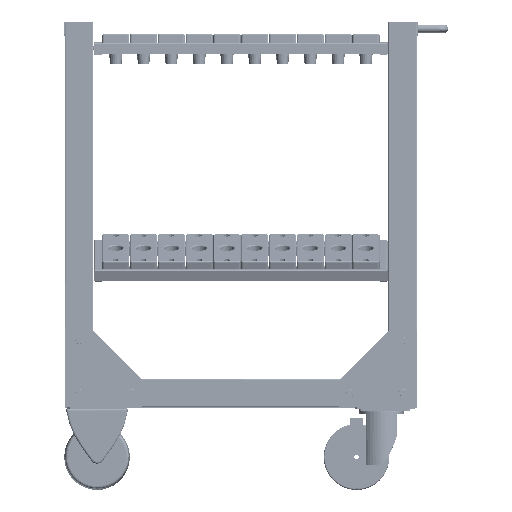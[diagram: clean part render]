
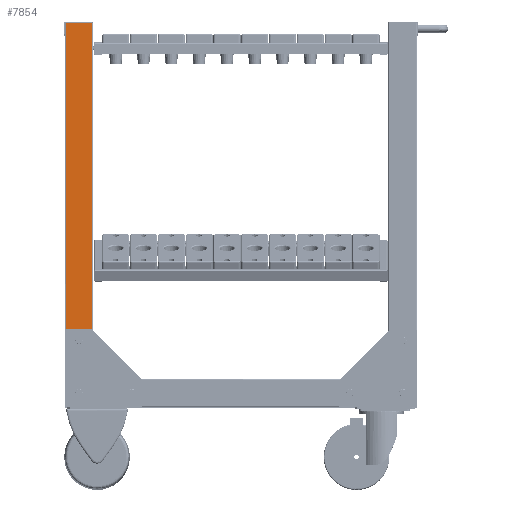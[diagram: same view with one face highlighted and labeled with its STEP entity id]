
A CAD part, top view. The second image highlights one B-rep face of the part: STEP entity #7854.
In plain terms, the highlighted face is planar.
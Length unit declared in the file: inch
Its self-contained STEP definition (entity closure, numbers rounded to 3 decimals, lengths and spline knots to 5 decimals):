
#547 = LINE ( 'NONE', #32794, #2470 ) ;
#1331 = CARTESIAN_POINT ( 'NONE',  ( 19.09449, 0.0542, 2.07087 ) ) ;
#1338 = DIRECTION ( 'NONE',  ( 0., 0., -1. ) ) ;
#1852 = CARTESIAN_POINT ( 'NONE',  ( 19.09449, 2.85433, 1.08268 ) ) ;
#1935 = VERTEX_POINT ( 'NONE', #38918 ) ;
#2470 = VECTOR ( 'NONE', #24572, 39.37008 ) ;
#5439 = VECTOR ( 'NONE', #14073, 39.37008 ) ;
#5584 = EDGE_LOOP ( 'NONE', ( #43797, #36180 ) ) ;
#5687 = VERTEX_POINT ( 'NONE', #49521 ) ;
#6316 = VECTOR ( 'NONE', #46466, 39.37008 ) ;
#7854 = ADVANCED_FACE ( 'NONE', ( #14939, #22831 ), #23600, .F. ) ;
#8374 = DIRECTION ( 'NONE',  ( 0., 1., 0. ) ) ;
#8544 = EDGE_CURVE ( 'NONE', #19867, #5687, #11299, .T. ) ;
#8679 = VECTOR ( 'NONE', #23844, 39.37008 ) ;
#8808 = ORIENTED_EDGE ( 'NONE', *, *, #33567, .F. ) ;
#10046 = VECTOR ( 'NONE', #8374, 39.37008 ) ;
#10450 = DIRECTION ( 'NONE',  ( -1., 0., 0. ) ) ;
#10795 = EDGE_CURVE ( 'NONE', #38579, #21863, #547, .T. ) ;
#11299 = CIRCLE ( 'NONE', #12990, 0.22047 ) ;
#11785 = AXIS2_PLACEMENT_3D ( 'NONE', #37503, #41474, #21637 ) ;
#11796 = CARTESIAN_POINT ( 'NONE',  ( 19.09449, 26.72047, 0.09449 ) ) ;
#11800 = ORIENTED_EDGE ( 'NONE', *, *, #45251, .F. ) ;
#11943 = ORIENTED_EDGE ( 'NONE', *, *, #38494, .F. ) ;
#12990 = AXIS2_PLACEMENT_3D ( 'NONE', #1852, #12997, #1338 ) ;
#12997 = DIRECTION ( 'NONE',  ( 1., 0., 0. ) ) ;
#13287 = LINE ( 'NONE', #20921, #6316 ) ;
#14073 = DIRECTION ( 'NONE',  ( 0., 0., 1. ) ) ;
#14263 = CARTESIAN_POINT ( 'NONE',  ( 19.09449, 26.72047, 1.08268 ) ) ;
#14939 = FACE_BOUND ( 'NONE', #5584, .T. ) ;
#15735 = EDGE_CURVE ( 'NONE', #37199, #1935, #23337, .T. ) ;
#16051 = LINE ( 'NONE', #48568, #10046 ) ;
#16552 = EDGE_CURVE ( 'NONE', #1935, #21863, #50437, .T. ) ;
#16584 = CARTESIAN_POINT ( 'NONE',  ( 19.09449, 0.05118, 0.09449 ) ) ;
#17078 = CARTESIAN_POINT ( 'NONE',  ( 19.09449, 26.71745, 2.07087 ) ) ;
#18859 = EDGE_CURVE ( 'NONE', #5687, #19867, #35420, .T. ) ;
#19867 = VERTEX_POINT ( 'NONE', #28511 ) ;
#20872 = CARTESIAN_POINT ( 'NONE',  ( 19.09449, 0.05118, 2.07087 ) ) ;
#20921 = CARTESIAN_POINT ( 'NONE',  ( 19.09449, 13.38583, 2.07087 ) ) ;
#21637 = DIRECTION ( 'NONE',  ( 0., 0., -1. ) ) ;
#21863 = VERTEX_POINT ( 'NONE', #11796 ) ;
#22756 = LINE ( 'NONE', #43124, #5439 ) ;
#22831 = FACE_OUTER_BOUND ( 'NONE', #34995, .T. ) ;
#23337 = LINE ( 'NONE', #51598, #8679 ) ;
#23600 = PLANE ( 'NONE',  #39922 ) ;
#23844 = DIRECTION ( 'NONE',  ( 0., 1., 0. ) ) ;
#24572 = DIRECTION ( 'NONE',  ( 0., 1., 0. ) ) ;
#26527 = VERTEX_POINT ( 'NONE', #1331 ) ;
#28511 = CARTESIAN_POINT ( 'NONE',  ( 19.09449, 2.85433, 1.30315 ) ) ;
#32794 = CARTESIAN_POINT ( 'NONE',  ( 19.09449, 13.38583, 0.09449 ) ) ;
#33567 = EDGE_CURVE ( 'NONE', #26527, #37199, #13287, .T. ) ;
#34069 = VECTOR ( 'NONE', #47802, 39.37008 ) ;
#34738 = CARTESIAN_POINT ( 'NONE',  ( 19.09449, 26.72047, 2.07087 ) ) ;
#34995 = EDGE_LOOP ( 'NONE', ( #11943, #11800, #46381, #38573, #43730, #8808 ) ) ;
#35420 = CIRCLE ( 'NONE', #11785, 0.22047 ) ;
#36180 = ORIENTED_EDGE ( 'NONE', *, *, #8544, .F. ) ;
#37199 = VERTEX_POINT ( 'NONE', #17078 ) ;
#37503 = CARTESIAN_POINT ( 'NONE',  ( 19.09449, 2.85433, 1.08268 ) ) ;
#38494 = EDGE_CURVE ( 'NONE', #43129, #26527, #16051, .T. ) ;
#38573 = ORIENTED_EDGE ( 'NONE', *, *, #16552, .F. ) ;
#38579 = VERTEX_POINT ( 'NONE', #16584 ) ;
#38918 = CARTESIAN_POINT ( 'NONE',  ( 19.09449, 26.72047, 2.07087 ) ) ;
#38971 = DIRECTION ( 'NONE',  ( 0., 0., -1. ) ) ;
#39922 = AXIS2_PLACEMENT_3D ( 'NONE', #34738, #10450, #38971 ) ;
#41474 = DIRECTION ( 'NONE',  ( 1., 0., 0. ) ) ;
#43124 = CARTESIAN_POINT ( 'NONE',  ( 19.09449, 0.05118, 1.08268 ) ) ;
#43129 = VERTEX_POINT ( 'NONE', #20872 ) ;
#43730 = ORIENTED_EDGE ( 'NONE', *, *, #15735, .F. ) ;
#43797 = ORIENTED_EDGE ( 'NONE', *, *, #18859, .F. ) ;
#45251 = EDGE_CURVE ( 'NONE', #38579, #43129, #22756, .T. ) ;
#46381 = ORIENTED_EDGE ( 'NONE', *, *, #10795, .T. ) ;
#46466 = DIRECTION ( 'NONE',  ( 0., 1., 0. ) ) ;
#47802 = DIRECTION ( 'NONE',  ( 0., 0., -1. ) ) ;
#48568 = CARTESIAN_POINT ( 'NONE',  ( 19.09449, 13.38583, 2.07087 ) ) ;
#49521 = CARTESIAN_POINT ( 'NONE',  ( 19.09449, 2.85433, 0.8622 ) ) ;
#50437 = LINE ( 'NONE', #14263, #34069 ) ;
#51598 = CARTESIAN_POINT ( 'NONE',  ( 19.09449, 13.38583, 2.07087 ) ) ;
